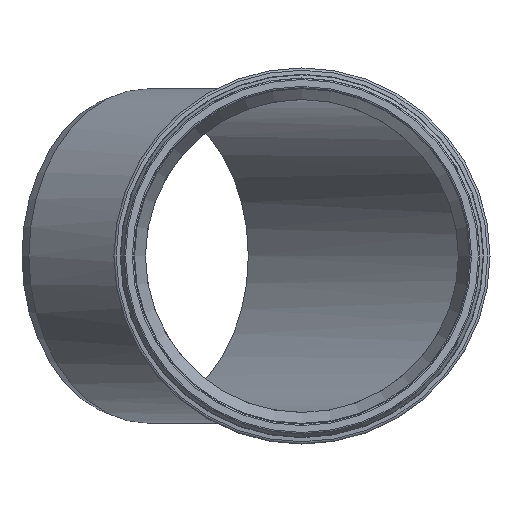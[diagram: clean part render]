
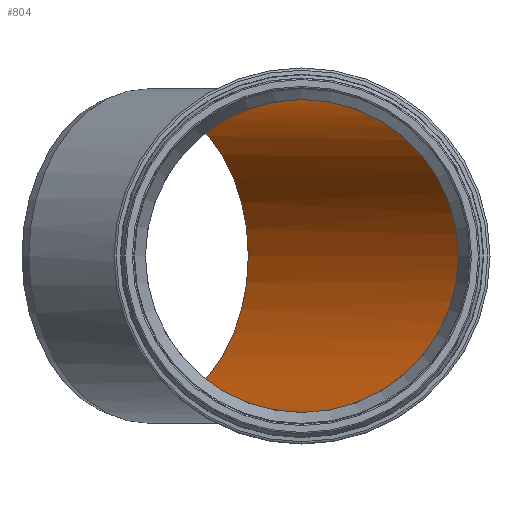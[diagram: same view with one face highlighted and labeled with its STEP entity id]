
A CAD part, left-side view. The second image highlights one B-rep face of the part: STEP entity #804.
In plain terms, the highlighted cylindrical face has radius 235 mm (diameter 470 mm), a full revolution.
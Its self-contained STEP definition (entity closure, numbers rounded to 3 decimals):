
#69=LINE('',#1584,#89);
#89=VECTOR('',#1319,235.);
#191=CIRCLE('',#1001,235.);
#192=CIRCLE('',#1002,235.);
#202=CYLINDRICAL_SURFACE('',#1003,235.);
#243=FACE_OUTER_BOUND('',#284,.T.);
#284=EDGE_LOOP('',(#759,#760,#761,#762,#763));
#288=ELLIPSE('',#993,254.362,235.);
#376=VERTEX_POINT('',#1564);
#381=VERTEX_POINT('',#1579);
#382=VERTEX_POINT('',#1580);
#500=EDGE_CURVE('',#376,#376,#288,.T.);
#507=EDGE_CURVE('',#381,#382,#191,.T.);
#508=EDGE_CURVE('',#382,#381,#192,.T.);
#509=EDGE_CURVE('',#382,#376,#69,.T.);
#759=ORIENTED_EDGE('',*,*,#507,.T.);
#760=ORIENTED_EDGE('',*,*,#509,.T.);
#761=ORIENTED_EDGE('',*,*,#500,.T.);
#762=ORIENTED_EDGE('',*,*,#509,.F.);
#763=ORIENTED_EDGE('',*,*,#508,.T.);
#804=ADVANCED_FACE('',(#243),#202,.F.);
#993=AXIS2_PLACEMENT_3D('',#1565,#1295,#1296);
#1001=AXIS2_PLACEMENT_3D('',#1581,#1313,#1314);
#1002=AXIS2_PLACEMENT_3D('',#1582,#1315,#1316);
#1003=AXIS2_PLACEMENT_3D('',#1583,#1317,#1318);
#1295=DIRECTION('center_axis',(0.383,0.924,0.));
#1296=DIRECTION('ref_axis',(0.924,-0.383,0.));
#1313=DIRECTION('center_axis',(0.,-1.,0.));
#1314=DIRECTION('ref_axis',(1.,0.,0.));
#1315=DIRECTION('center_axis',(0.,-1.,0.));
#1316=DIRECTION('ref_axis',(1.,0.,0.));
#1317=DIRECTION('center_axis',(0.,-1.,0.));
#1318=DIRECTION('ref_axis',(1.,0.,0.));
#1319=DIRECTION('',(0.,1.,0.));
#1564=CARTESIAN_POINT('',(-235.,446.308,0.));
#1565=CARTESIAN_POINT('Origin',(0.,348.968,0.));
#1579=CARTESIAN_POINT('',(235.,0.,0.));
#1580=CARTESIAN_POINT('',(-235.,0.,0.));
#1581=CARTESIAN_POINT('Origin',(0.,0.,0.));
#1582=CARTESIAN_POINT('Origin',(0.,0.,0.));
#1583=CARTESIAN_POINT('Origin',(0.,250.,0.));
#1584=CARTESIAN_POINT('',(-235.,250.,0.));
